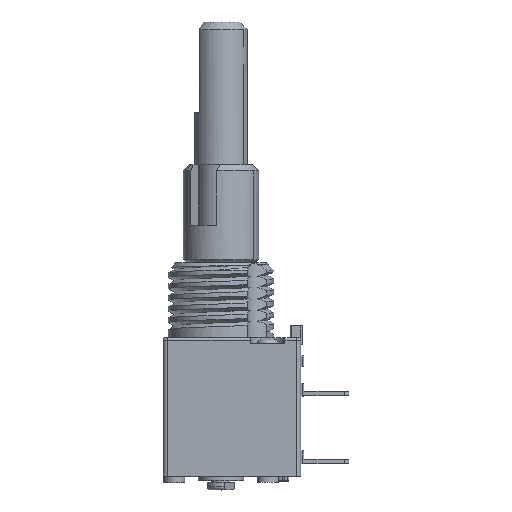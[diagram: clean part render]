
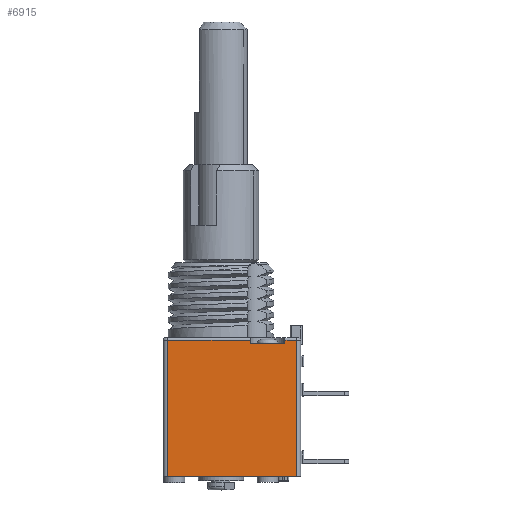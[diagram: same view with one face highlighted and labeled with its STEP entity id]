
A CAD part, top view. The second image highlights one B-rep face of the part: STEP entity #6915.
In plain terms, the highlighted planar face has unit normal (0, 0, 1).
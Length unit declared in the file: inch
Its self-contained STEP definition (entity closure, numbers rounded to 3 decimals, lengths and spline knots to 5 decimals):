
#564=DIRECTION('',(1.,0.,0.));
#565=VECTOR('',#564,0.33661);
#566=CARTESIAN_POINT('',(-0.13976,-0.3622,
0.15157));
#567=LINE('',#566,#565);
#738=DIRECTION('',(0.,1.,0.));
#739=VECTOR('',#738,0.3563);
#740=CARTESIAN_POINT('',(-0.13976,-0.3622,
0.15157));
#741=LINE('',#740,#739);
#742=DIRECTION('',(1.,0.,0.));
#743=VECTOR('',#742,0.21654);
#744=CARTESIAN_POINT('',(-0.13976,-0.00591,
0.15157));
#745=LINE('',#744,#743);
#746=DIRECTION('',(0.,-1.,0.));
#747=VECTOR('',#746,0.00984);
#748=CARTESIAN_POINT('',(0.07677,-0.00591,
0.15157));
#749=LINE('',#748,#747);
#750=DIRECTION('',(1.,0.,0.));
#751=VECTOR('',#750,0.09055);
#752=CARTESIAN_POINT('',(0.07677,-0.01575,
0.15157));
#753=LINE('',#752,#751);
#754=DIRECTION('',(0.,-1.,0.));
#755=VECTOR('',#754,0.00984);
#756=CARTESIAN_POINT('',(0.16732,-0.00591,
0.15157));
#757=LINE('',#756,#755);
#758=DIRECTION('',(1.,0.,0.));
#759=VECTOR('',#758,0.02953);
#760=CARTESIAN_POINT('',(0.16732,-0.00591,
0.15157));
#761=LINE('',#760,#759);
#762=DIRECTION('',(0.,1.,0.));
#763=VECTOR('',#762,0.3563);
#764=CARTESIAN_POINT('',(0.19685,-0.3622,
0.15157));
#765=LINE('',#764,#763);
#5127=CARTESIAN_POINT('',(0.07677,-0.01575,
0.15157));
#5128=CARTESIAN_POINT('',(0.16732,-0.01575,
0.15157));
#5129=VERTEX_POINT('',#5127);
#5130=VERTEX_POINT('',#5128);
#5371=CARTESIAN_POINT('',(0.07677,-0.00591,
0.15157));
#5373=VERTEX_POINT('',#5371);
#5374=CARTESIAN_POINT('',(-0.13976,-0.00591,
0.15157));
#5375=VERTEX_POINT('',#5374);
#5396=CARTESIAN_POINT('',(0.19685,-0.00591,
0.15157));
#5397=VERTEX_POINT('',#5396);
#5398=CARTESIAN_POINT('',(0.16732,-0.00591,
0.15157));
#5400=VERTEX_POINT('',#5398);
#5652=CARTESIAN_POINT('',(-0.13976,-0.3622,
0.15157));
#5654=VERTEX_POINT('',#5652);
#5655=CARTESIAN_POINT('',(0.19685,-0.3622,
0.15157));
#5656=VERTEX_POINT('',#5655);
#6894=CARTESIAN_POINT('',(-0.13976,0.,0.15157));
#6895=DIRECTION('',(0.,0.,1.));
#6896=DIRECTION('',(1.,0.,0.));
#6897=AXIS2_PLACEMENT_3D('',#6894,#6895,#6896);
#6898=PLANE('',#6897);
#6900=ORIENTED_EDGE('',*,*,#6899,.F.);
#6901=ORIENTED_EDGE('',*,*,#6790,.F.);
#6902=ORIENTED_EDGE('',*,*,#6884,.T.);
#6904=ORIENTED_EDGE('',*,*,#6903,.T.);
#6906=ORIENTED_EDGE('',*,*,#6905,.T.);
#6908=ORIENTED_EDGE('',*,*,#6907,.T.);
#6910=ORIENTED_EDGE('',*,*,#6909,.F.);
#6912=ORIENTED_EDGE('',*,*,#6911,.T.);
#6913=EDGE_LOOP('',(#6900,#6901,#6902,#6904,#6906,#6908,#6910,#6912));
#6914=FACE_OUTER_BOUND('',#6913,.F.);
#6915=ADVANCED_FACE('',(#6914),#6898,.T.);
#6790=EDGE_CURVE('',#5654,#5656,#567,.T.);
#6884=EDGE_CURVE('',#5654,#5375,#741,.T.);
#6899=EDGE_CURVE('',#5656,#5397,#765,.T.);
#6903=EDGE_CURVE('',#5375,#5373,#745,.T.);
#6905=EDGE_CURVE('',#5373,#5129,#749,.T.);
#6907=EDGE_CURVE('',#5129,#5130,#753,.T.);
#6909=EDGE_CURVE('',#5400,#5130,#757,.T.);
#6911=EDGE_CURVE('',#5400,#5397,#761,.T.);
